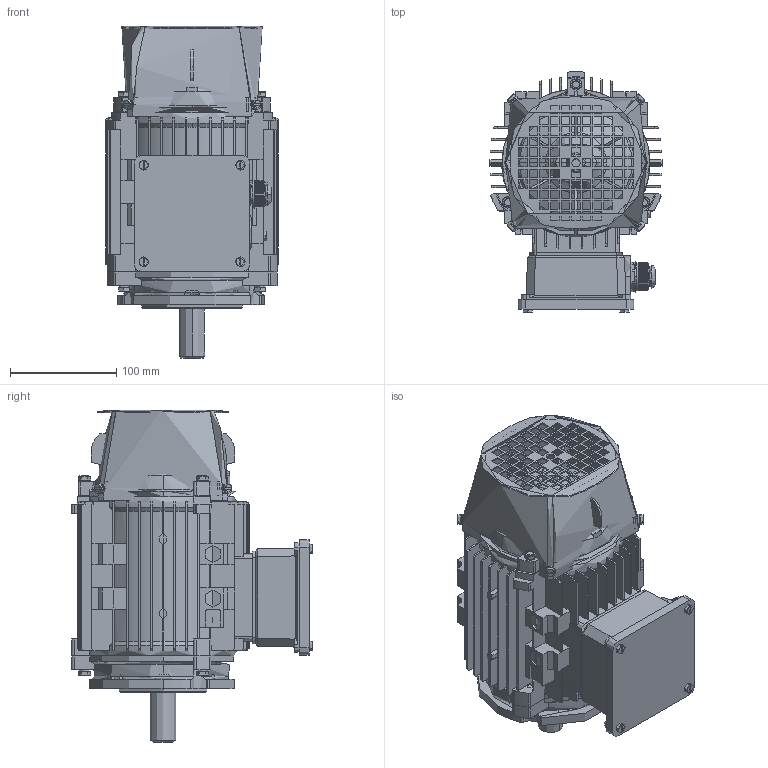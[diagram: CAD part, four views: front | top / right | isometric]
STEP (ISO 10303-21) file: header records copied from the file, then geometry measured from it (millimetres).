
FILE_DESCRIPTION (( 'STEP AP203' ), '1' );
FILE_NAME ('JL3-90S-B14A.STEP', '2021-09-19T02:26:01', ( 'Windows 用户' ), ( '微软中国' ), 'SwSTEP 2.0', 'SolidWorks 2016', '' );
FILE_SCHEMA (( 'CONFIG_CONTROL_DESIGN' ));
Products named in the file (1): JL3-90S-B14A
Bounding box: 162 x 226.48 x 312.5 mm (x, y, z)
Topology: 0 solids, 55 shells, 3357 faces, 9186 edges, 6026 vertices
Faces by surface type: plane 1950, cylinder 913, bspline 259, cone 235
Entity records: 226337 total; most frequent: CARTESIAN_POINT 143795, ORIENTED_EDGE 18316, DIRECTION 15456, EDGE_CURVE 9180, VERTEX_POINT 6027, LINE 5216, VECTOR 5216, AXIS2_PLACEMENT_3D 5120
